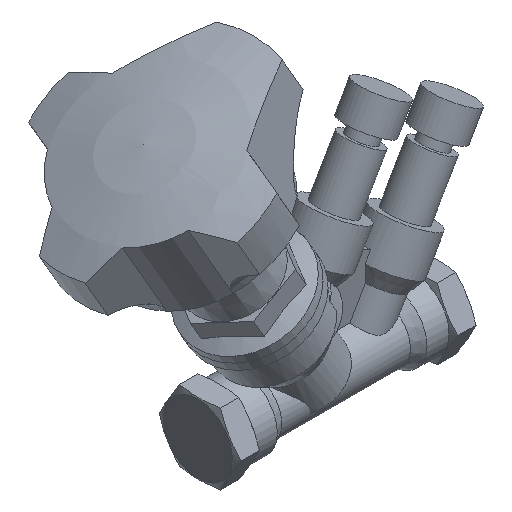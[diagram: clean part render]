
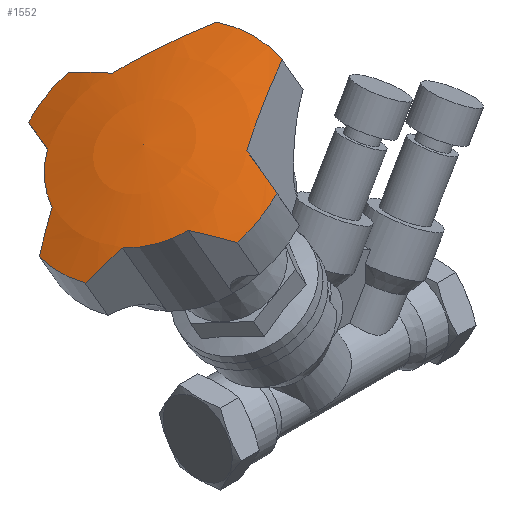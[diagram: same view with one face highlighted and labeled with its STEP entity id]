
A CAD part, isometric view. The second image highlights one B-rep face of the part: STEP entity #1552.
In plain terms, the highlighted spherical face has radius 100 mm.
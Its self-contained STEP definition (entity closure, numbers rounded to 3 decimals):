
#24=SPHERICAL_SURFACE('',#1743,100.);
#110=CIRCLE('',#1705,35.);
#111=CIRCLE('',#1707,97.262);
#112=CIRCLE('',#1709,98.469);
#114=CIRCLE('',#1712,32.5);
#115=CIRCLE('',#1714,98.469);
#116=CIRCLE('',#1716,98.469);
#118=CIRCLE('',#1719,32.5);
#119=CIRCLE('',#1721,98.469);
#120=CIRCLE('',#1723,98.469);
#122=CIRCLE('',#1726,32.5);
#123=CIRCLE('',#1728,98.469);
#124=CIRCLE('',#1730,97.262);
#132=CIRCLE('',#1740,24.);
#133=CIRCLE('',#1742,24.);
#635=ORIENTED_EDGE('',*,*,#846,.F.);
#636=ORIENTED_EDGE('',*,*,#850,.F.);
#637=ORIENTED_EDGE('',*,*,#853,.F.);
#638=ORIENTED_EDGE('',*,*,#885,.F.);
#639=ORIENTED_EDGE('',*,*,#856,.F.);
#640=ORIENTED_EDGE('',*,*,#860,.F.);
#641=ORIENTED_EDGE('',*,*,#863,.F.);
#642=ORIENTED_EDGE('',*,*,#886,.F.);
#643=ORIENTED_EDGE('',*,*,#866,.F.);
#644=ORIENTED_EDGE('',*,*,#870,.F.);
#645=ORIENTED_EDGE('',*,*,#874,.F.);
#646=ORIENTED_EDGE('',*,*,#876,.F.);
#647=ORIENTED_EDGE('',*,*,#838,.F.);
#648=ORIENTED_EDGE('',*,*,#843,.F.);
#838=EDGE_CURVE('',#1009,#1010,#110,.T.);
#843=EDGE_CURVE('',#1013,#1009,#111,.F.);
#846=EDGE_CURVE('',#1016,#1013,#112,.F.);
#850=EDGE_CURVE('',#1018,#1016,#114,.T.);
#853=EDGE_CURVE('',#1020,#1018,#115,.F.);
#856=EDGE_CURVE('',#1023,#1024,#116,.F.);
#860=EDGE_CURVE('',#1026,#1023,#118,.T.);
#863=EDGE_CURVE('',#1028,#1026,#119,.F.);
#866=EDGE_CURVE('',#1031,#1032,#120,.F.);
#870=EDGE_CURVE('',#1034,#1031,#122,.T.);
#874=EDGE_CURVE('',#1037,#1034,#123,.F.);
#876=EDGE_CURVE('',#1010,#1037,#124,.F.);
#885=EDGE_CURVE('',#1024,#1020,#132,.T.);
#886=EDGE_CURVE('',#1032,#1028,#133,.T.);
#1009=VERTEX_POINT('',#5068);
#1010=VERTEX_POINT('',#5070);
#1013=VERTEX_POINT('',#5153);
#1016=VERTEX_POINT('',#5210);
#1018=VERTEX_POINT('',#5217);
#1020=VERTEX_POINT('',#5276);
#1023=VERTEX_POINT('',#5333);
#1024=VERTEX_POINT('',#5335);
#1026=VERTEX_POINT('',#5341);
#1028=VERTEX_POINT('',#5402);
#1031=VERTEX_POINT('',#5459);
#1032=VERTEX_POINT('',#5461);
#1034=VERTEX_POINT('',#5467);
#1037=VERTEX_POINT('',#5530);
#1276=EDGE_LOOP('',(#635,#636,#637,#638,#639,#640,#641,#642,#643,#644,#645,
#646,#647,#648));
#1404=FACE_BOUND('',#1276,.T.);
#1552=ADVANCED_FACE('',(#1404),#24,.T.);
#1705=AXIS2_PLACEMENT_3D('',#5069,#2060,#2061);
#1707=AXIS2_PLACEMENT_3D('',#5154,#2067,#2068);
#1709=AXIS2_PLACEMENT_3D('',#5211,#2072,#2073);
#1712=AXIS2_PLACEMENT_3D('',#5218,#2080,#2081);
#1714=AXIS2_PLACEMENT_3D('',#5277,#2085,#2086);
#1716=AXIS2_PLACEMENT_3D('',#5334,#2090,#2091);
#1719=AXIS2_PLACEMENT_3D('',#5342,#2098,#2099);
#1721=AXIS2_PLACEMENT_3D('',#5403,#2103,#2104);
#1723=AXIS2_PLACEMENT_3D('',#5460,#2108,#2109);
#1726=AXIS2_PLACEMENT_3D('',#5468,#2116,#2117);
#1728=AXIS2_PLACEMENT_3D('',#5531,#2122,#2123);
#1730=AXIS2_PLACEMENT_3D('',#5611,#2126,#2127);
#1740=AXIS2_PLACEMENT_3D('',#5623,#2147,#2148);
#1742=AXIS2_PLACEMENT_3D('',#5625,#2151,#2152);
#1743=AXIS2_PLACEMENT_3D('',#5626,#2153,#2154);
#2060=DIRECTION('',(0.5,0.,-0.866));
#2061=DIRECTION('',(0.,1.,0.));
#2067=DIRECTION('',(-0.366,-0.906,-0.211));
#2068=DIRECTION('',(0.785,-0.423,0.453));
#2072=DIRECTION('',(-0.814,-0.342,-0.47));
#2073=DIRECTION('',(0.296,-0.94,0.171));
#2080=DIRECTION('',(0.5,0.,-0.866));
#2081=DIRECTION('',(0.,1.,0.));
#2085=DIRECTION('',(0.814,-0.342,0.47));
#2086=DIRECTION('',(0.296,0.94,0.171));
#2090=DIRECTION('',(0.296,-0.94,0.171));
#2091=DIRECTION('',(0.814,0.342,0.47));
#2098=DIRECTION('',(0.5,0.,-0.866));
#2099=DIRECTION('',(0.,1.,0.));
#2103=DIRECTION('',(0.296,0.94,0.171));
#2104=DIRECTION('',(-0.814,0.342,-0.47));
#2108=DIRECTION('',(0.814,0.342,0.47));
#2109=DIRECTION('',(-0.296,0.94,-0.171));
#2116=DIRECTION('',(0.5,0.,-0.866));
#2117=DIRECTION('',(0.,1.,0.));
#2122=DIRECTION('',(-0.814,0.342,-0.47));
#2123=DIRECTION('',(-0.296,-0.94,-0.171));
#2126=DIRECTION('',(-0.366,0.906,-0.211));
#2127=DIRECTION('',(-0.785,-0.423,-0.453));
#2147=DIRECTION('',(0.5,0.,-0.866));
#2148=DIRECTION('',(0.,1.,0.));
#2151=DIRECTION('',(0.5,0.,-0.866));
#2152=DIRECTION('',(0.,1.,0.));
#2153=DIRECTION('',(0.5,0.,-0.866));
#2154=DIRECTION('',(0.,-1.,0.));
#5068=CARTESIAN_POINT('',(-17.265,10.,96.986));
#5069=CARTESIAN_POINT('',(-46.312,0.,80.216));
#5070=CARTESIAN_POINT('',(-17.265,-10.,96.986));
#5153=CARTESIAN_POINT('',(-38.485,20.463,88.865));
#5154=CARTESIAN_POINT('',(9.03,21.061,4.001));
#5210=CARTESIAN_POINT('',(-40.699,31.737,84.492));
#5211=CARTESIAN_POINT('',(14.712,5.962,7.281));
#5217=CARTESIAN_POINT('',(-52.823,31.737,77.492));
#5218=CARTESIAN_POINT('',(-46.761,0.,80.992));
#5276=CARTESIAN_POINT('',(-57.314,21.463,77.792));
#5277=CARTESIAN_POINT('',(-13.662,5.962,-9.1));
#5333=CARTESIAN_POINT('',(-74.246,7.,65.123));
#5334=CARTESIAN_POINT('',(-4.639,16.381,-3.89));
#5335=CARTESIAN_POINT('',(-66.601,10.739,72.431));
#5341=CARTESIAN_POINT('',(-74.246,-7.,65.123));
#5342=CARTESIAN_POINT('',(-46.761,0.,80.992));
#5402=CARTESIAN_POINT('',(-66.601,-10.739,72.431));
#5403=CARTESIAN_POINT('',(-4.639,-16.381,-3.89));
#5459=CARTESIAN_POINT('',(-52.823,-31.737,77.492));
#5460=CARTESIAN_POINT('',(-13.662,-5.962,-9.1));
#5461=CARTESIAN_POINT('',(-57.314,-21.463,77.792));
#5467=CARTESIAN_POINT('',(-40.699,-31.737,84.492));
#5468=CARTESIAN_POINT('',(-46.761,0.,80.992));
#5530=CARTESIAN_POINT('',(-38.485,-20.463,88.865));
#5531=CARTESIAN_POINT('',(14.712,-5.962,7.281));
#5611=CARTESIAN_POINT('',(9.03,-21.061,4.001));
#5623=CARTESIAN_POINT('',(-48.014,0.,83.162));
#5625=CARTESIAN_POINT('',(-48.014,0.,83.162));
#5626=CARTESIAN_POINT('',(0.525,0.,-0.909));
